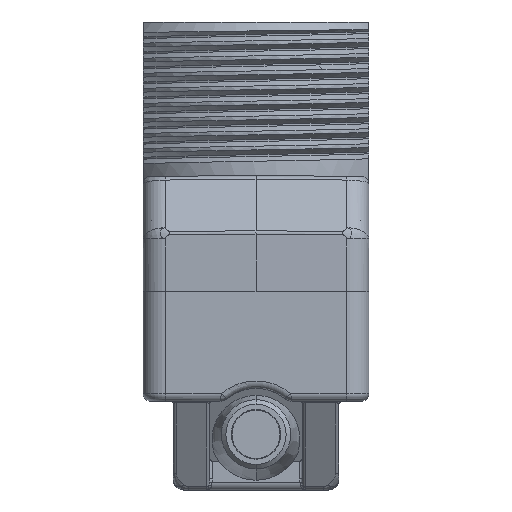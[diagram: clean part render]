
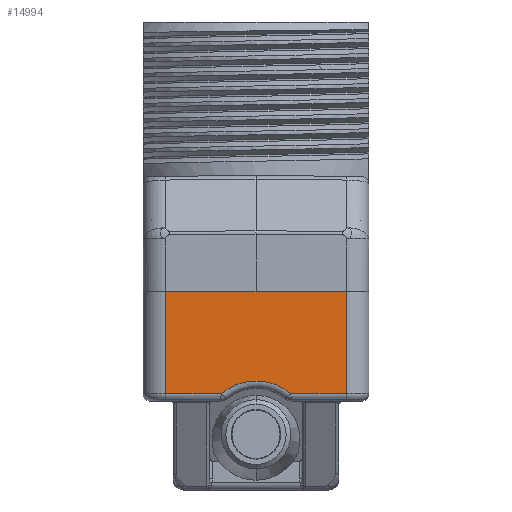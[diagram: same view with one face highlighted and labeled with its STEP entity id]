
A CAD part, front view. The second image highlights one B-rep face of the part: STEP entity #14994.
In plain terms, the highlighted planar face has unit normal (0, -1, 0).
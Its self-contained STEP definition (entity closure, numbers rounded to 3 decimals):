
#4994=CARTESIAN_POINT('',(-2.305,-17.25,
-6.8));
#5021=CARTESIAN_POINT('',(0.,-17.25,-9.5));
#5022=DIRECTION('',(0.,1.,0.));
#5023=DIRECTION('',(-0.649,0.,0.761));
#5024=AXIS2_PLACEMENT_3D('',#5021,#5022,#5023);
#5026=CARTESIAN_POINT('',(2.305,-17.25,
-6.8));
#5056=DIRECTION('',(-1.,0.,0.));
#5057=VECTOR('',#5056,3.695);
#5058=CARTESIAN_POINT('',(6.,-17.25,-6.8));
#5059=LINE('',#5058,#5057);
#5069=DIRECTION('',(1.,0.,0.));
#5070=VECTOR('',#5069,6.);
#5071=CARTESIAN_POINT('',(-6.,-17.25,0.));
#5072=LINE('',#5071,#5070);
#5073=DIRECTION('',(1.,0.,0.));
#5074=VECTOR('',#5073,6.);
#5075=CARTESIAN_POINT('',(0.,-17.25,0.));
#5076=LINE('',#5075,#5074);
#5306=DIRECTION('',(0.,0.,1.));
#5307=VECTOR('',#5306,6.8);
#5308=CARTESIAN_POINT('',(6.,-17.25,-6.8));
#5309=LINE('',#5308,#5307);
#7045=DIRECTION('',(-1.,0.,0.));
#7046=VECTOR('',#7045,3.695);
#7047=CARTESIAN_POINT('',(-2.305,-17.25,
-6.8));
#7048=LINE('',#7047,#7046);
#7082=DIRECTION('',(0.,0.,-1.));
#7083=VECTOR('',#7082,6.8);
#7084=CARTESIAN_POINT('',(-6.,-17.25,0.));
#7085=LINE('',#7084,#7083);
#8500=CARTESIAN_POINT('',(6.,-17.25,-6.8));
#8501=VERTEX_POINT('',#8500);
#8518=CARTESIAN_POINT('',(-6.,-17.25,-6.8));
#8519=VERTEX_POINT('',#8518);
#8524=CARTESIAN_POINT('',(-6.,-17.25,0.));
#8525=VERTEX_POINT('',#8524);
#8526=CARTESIAN_POINT('',(6.,-17.25,0.));
#8527=VERTEX_POINT('',#8526);
#8528=VERTEX_POINT('',#5026);
#8532=VERTEX_POINT('',#4994);
#8574=CARTESIAN_POINT('',(0.,-17.25,0.));
#8576=VERTEX_POINT('',#8574);
#14976=CARTESIAN_POINT('',(0.,-17.25,0.));
#14977=DIRECTION('',(0.,1.,0.));
#14978=DIRECTION('',(1.,0.,0.));
#14979=AXIS2_PLACEMENT_3D('',#14976,#14977,#14978);
#14980=PLANE('',#14979);
#14981=ORIENTED_EDGE('',*,*,#9049,.T.);
#14983=ORIENTED_EDGE('',*,*,#14982,.T.);
#14985=ORIENTED_EDGE('',*,*,#14984,.F.);
#14986=ORIENTED_EDGE('',*,*,#14967,.T.);
#14987=ORIENTED_EDGE('',*,*,#14907,.F.);
#14989=ORIENTED_EDGE('',*,*,#14988,.T.);
#14991=ORIENTED_EDGE('',*,*,#14990,.F.);
#14992=EDGE_LOOP('',(#14981,#14983,#14985,#14986,#14987,#14989,#14991));
#14993=FACE_OUTER_BOUND('',#14992,.F.);
#14994=ADVANCED_FACE('',(#14993),#14980,.F.);
#5025=CIRCLE('',#5024,3.55);
#9049=EDGE_CURVE('',#8525,#8576,#5072,.T.);
#14907=EDGE_CURVE('',#8532,#8528,#5025,.T.);
#14967=EDGE_CURVE('',#8501,#8528,#5059,.T.);
#14982=EDGE_CURVE('',#8576,#8527,#5076,.T.);
#14984=EDGE_CURVE('',#8501,#8527,#5309,.T.);
#14988=EDGE_CURVE('',#8532,#8519,#7048,.T.);
#14990=EDGE_CURVE('',#8525,#8519,#7085,.T.);
